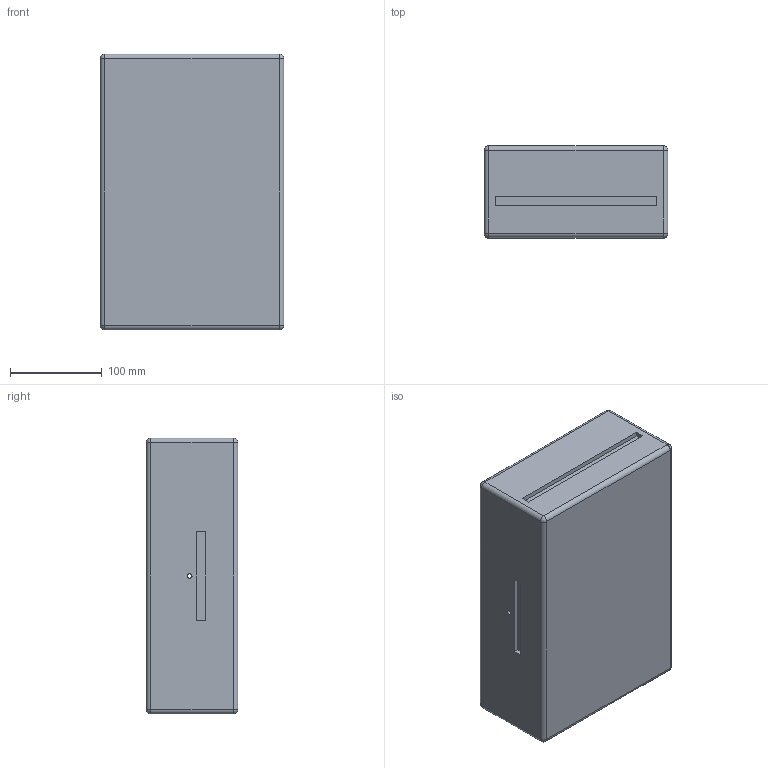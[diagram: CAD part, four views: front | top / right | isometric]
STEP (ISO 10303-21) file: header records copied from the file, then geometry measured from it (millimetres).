
FILE_DESCRIPTION (( 'STEP AP203' ), '1' );
FILE_NAME ('bottom_Default_sldprt.STEP', '2022-06-04T22:40:55', ( '' ), ( '' ), 'SwSTEP 2.0', 'SolidWorks 2021', '' );
FILE_SCHEMA (( 'CONFIG_CONTROL_DESIGN' ));
Length unit declared in the file: metre
Products named in the file (1): bottom_Default_sldprt
Bounding box: 200 x 100 x 300 mm (x, y, z)
Volume: 1310982.1 mm3; surface area: 322462.6 mm2
Topology: 1 solids, 1 shells, 107 faces, 262 edges, 148 vertices
Faces by surface type: plane 63, cylinder 26, cone 10, sphere 8
Entity records: 3023 total; most frequent: DIRECTION 512, CARTESIAN_POINT 500, ORIENTED_EDGE 488, EDGE_CURVE 244, VECTOR 192, LINE 192, AXIS2_PLACEMENT_3D 160, VERTEX_POINT 148
